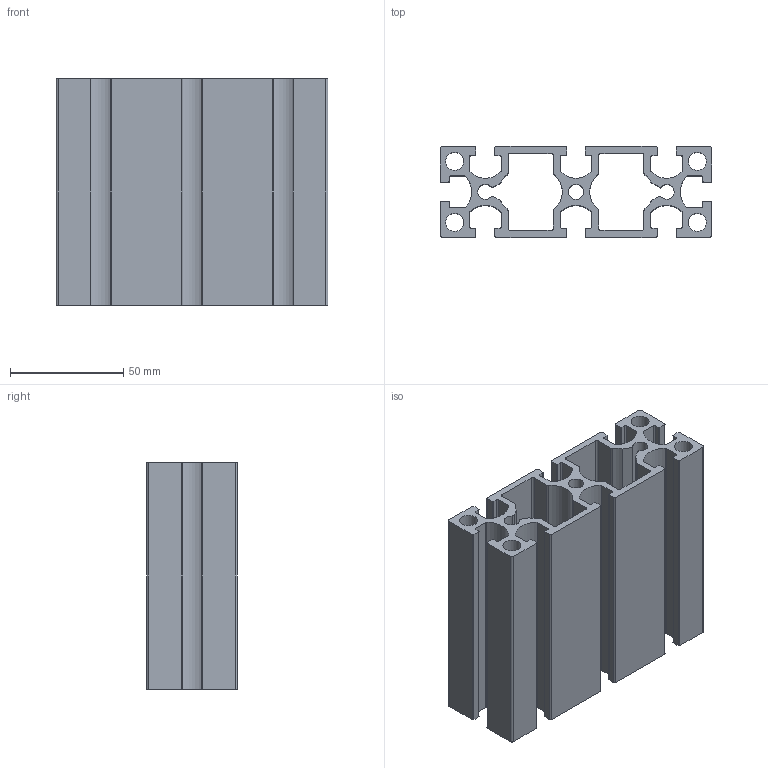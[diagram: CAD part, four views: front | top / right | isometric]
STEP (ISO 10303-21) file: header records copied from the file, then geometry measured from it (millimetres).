
FILE_DESCRIPTION((''),'2;1');
FILE_NAME('AF40120-8.stp','2009-09-01T09:42:48',('Administrator'),(''),'Autodesk Inventor 2008','Autodesk Inventor 2008','');
FILE_SCHEMA(('AUTOMOTIVE_DESIGN { 1 0 10303 214 1 1 1 1 }'));
Length unit declared in the file: millimetre
Products named in the file (1): AF40120-8
Bounding box: 120 x 40 x 100 mm (x, y, z)
Volume: 164060.2 mm3; surface area: 100099.6 mm2
Topology: 1 solids, 1 shells, 189 faces, 561 edges, 374 vertices
Faces by surface type: cylinder 111, plane 78
Full cylindrical faces by diameter (mm): 6.8 x1, 8 x4
Entity records: 6446 total; most frequent: DIRECTION 1158, CARTESIAN_POINT 1120, ORIENTED_EDGE 1112, EDGE_CURVE 556, AXIS2_PLACEMENT_3D 412, VERTEX_POINT 374, VECTOR 334, LINE 334
